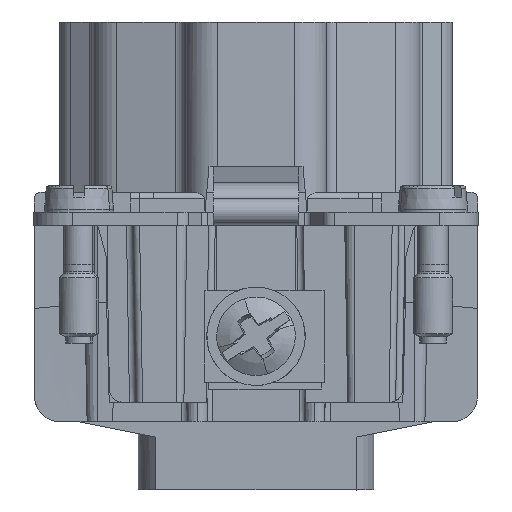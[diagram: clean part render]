
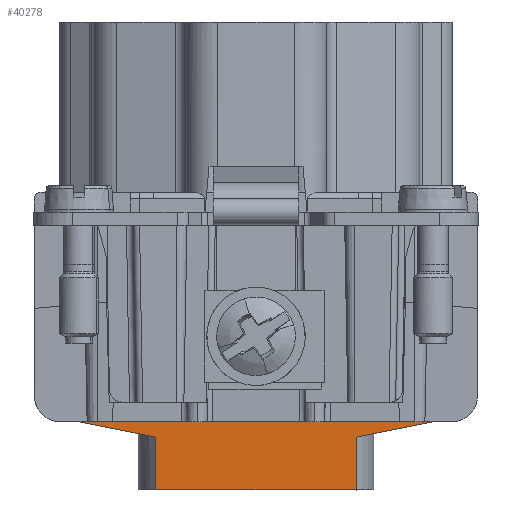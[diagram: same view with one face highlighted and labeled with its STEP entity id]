
A CAD part, front view. The second image highlights one B-rep face of the part: STEP entity #40278.
In plain terms, the highlighted planar face has unit normal (0, -1, 0).
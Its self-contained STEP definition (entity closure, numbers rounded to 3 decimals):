
#29600=AXIS2_PLACEMENT_3D('Circle Axis2P3D',#29598,#29599,$) ;
#29660=AXIS2_PLACEMENT_3D('Circle Axis2P3D',#29658,#29659,$) ;
#40152=AXIS2_PLACEMENT_3D('Circle Axis2P3D',#40150,#40151,$) ;
#40165=AXIS2_PLACEMENT_3D('Plane Axis2P3D',#40162,#40163,#40164) ;
#40176=AXIS2_PLACEMENT_3D('Circle Axis2P3D',#40174,#40175,$) ;
#40218=AXIS2_PLACEMENT_3D('Circle Axis2P3D',#40216,#40217,$) ;
#40246=AXIS2_PLACEMENT_3D('Circle Axis2P3D',#40244,#40245,$) ;
#29588=CARTESIAN_POINT('Vertex',(3.778,15.45,6.2)) ;
#29595=CARTESIAN_POINT('Vertex',(3.53,15.45,6.215)) ;
#29598=CARTESIAN_POINT('Axis2P3D Location',(3.778,15.45,8.2)) ;
#29613=CARTESIAN_POINT('Line Origine',(17.,15.45,6.2)) ;
#29617=CARTESIAN_POINT('Vertex',(30.222,15.45,6.2)) ;
#29658=CARTESIAN_POINT('Axis2P3D Location',(30.222,15.45,8.2)) ;
#29662=CARTESIAN_POINT('Vertex',(30.47,15.45,6.215)) ;
#37086=CARTESIAN_POINT('Vertex',(3.53,15.45,6.202)) ;
#37089=CARTESIAN_POINT('Line Origine',(3.53,15.45,6.209)) ;
#40107=CARTESIAN_POINT('Vertex',(0.5,15.45,15.3)) ;
#40110=CARTESIAN_POINT('Line Origine',(1.062,15.45,15.3)) ;
#40114=CARTESIAN_POINT('Vertex',(1.624,15.45,15.3)) ;
#40131=CARTESIAN_POINT('Line Origine',(1.624,15.45,11.75)) ;
#40135=CARTESIAN_POINT('Vertex',(1.624,15.45,8.2)) ;
#40150=CARTESIAN_POINT('Axis2P3D Location',(3.624,15.45,8.2)) ;
#40162=CARTESIAN_POINT('Axis2P3D Location',(17.,15.45,20.2)) ;
#40167=CARTESIAN_POINT('Line Origine',(0.55,15.45,11.729)) ;
#40171=CARTESIAN_POINT('Vertex',(0.601,15.45,8.158)) ;
#40174=CARTESIAN_POINT('Axis2P3D Location',(3.6,15.45,8.2)) ;
#40178=CARTESIAN_POINT('Vertex',(3.53,15.45,5.201)) ;
#40181=CARTESIAN_POINT('Line Origine',(6.446,15.45,4.616)) ;
#40185=CARTESIAN_POINT('Vertex',(9.362,15.45,4.03)) ;
#40188=CARTESIAN_POINT('Line Origine',(9.362,15.45,2.015)) ;
#40192=CARTESIAN_POINT('Vertex',(9.362,15.45,0.)) ;
#40195=CARTESIAN_POINT('Line Origine',(17.,15.45,0.)) ;
#40199=CARTESIAN_POINT('Vertex',(24.638,15.45,0.)) ;
#40202=CARTESIAN_POINT('Line Origine',(24.638,15.45,2.015)) ;
#40206=CARTESIAN_POINT('Vertex',(24.638,15.45,4.03)) ;
#40209=CARTESIAN_POINT('Line Origine',(27.554,15.45,4.616)) ;
#40213=CARTESIAN_POINT('Vertex',(30.47,15.45,5.201)) ;
#40216=CARTESIAN_POINT('Axis2P3D Location',(30.4,15.45,8.2)) ;
#40220=CARTESIAN_POINT('Vertex',(33.399,15.45,8.158)) ;
#40223=CARTESIAN_POINT('Line Origine',(33.45,15.45,11.729)) ;
#40227=CARTESIAN_POINT('Vertex',(33.5,15.45,15.3)) ;
#40230=CARTESIAN_POINT('Line Origine',(32.938,15.45,15.3)) ;
#40234=CARTESIAN_POINT('Vertex',(32.376,15.45,15.3)) ;
#40237=CARTESIAN_POINT('Line Origine',(32.376,15.45,11.75)) ;
#40241=CARTESIAN_POINT('Vertex',(32.376,15.45,8.2)) ;
#40244=CARTESIAN_POINT('Axis2P3D Location',(30.376,15.45,8.2)) ;
#40248=CARTESIAN_POINT('Vertex',(30.47,15.45,6.202)) ;
#40251=CARTESIAN_POINT('Line Origine',(30.47,15.45,6.209)) ;
#29599=DIRECTION('Axis2P3D Direction',(0.,1.,0.)) ;
#29614=DIRECTION('Vector Direction',(1.,0.,0.)) ;
#29659=DIRECTION('Axis2P3D Direction',(0.,1.,0.)) ;
#37090=DIRECTION('Vector Direction',(0.,0.,1.)) ;
#40111=DIRECTION('Vector Direction',(1.,0.,0.)) ;
#40132=DIRECTION('Vector Direction',(0.,0.,-1.)) ;
#40151=DIRECTION('Axis2P3D Direction',(0.,1.,0.)) ;
#40163=DIRECTION('Axis2P3D Direction',(0.,1.,-0.)) ;
#40164=DIRECTION('Axis2P3D XDirection',(-1.,0.,0.)) ;
#40168=DIRECTION('Vector Direction',(-0.014,0.,1.)) ;
#40175=DIRECTION('Axis2P3D Direction',(0.,1.,-0.)) ;
#40182=DIRECTION('Vector Direction',(-0.98,0.,0.197)) ;
#40189=DIRECTION('Vector Direction',(0.,0.,1.)) ;
#40196=DIRECTION('Vector Direction',(1.,0.,0.)) ;
#40203=DIRECTION('Vector Direction',(0.,0.,-1.)) ;
#40210=DIRECTION('Vector Direction',(0.98,0.,0.197)) ;
#40217=DIRECTION('Axis2P3D Direction',(0.,1.,-0.)) ;
#40224=DIRECTION('Vector Direction',(0.014,0.,1.)) ;
#40231=DIRECTION('Vector Direction',(-1.,0.,0.)) ;
#40238=DIRECTION('Vector Direction',(0.,0.,-1.)) ;
#40245=DIRECTION('Axis2P3D Direction',(0.,1.,-0.)) ;
#40252=DIRECTION('Vector Direction',(0.,0.,1.)) ;
#29615=VECTOR('Line Direction',#29614,1.) ;
#37091=VECTOR('Line Direction',#37090,1.) ;
#40112=VECTOR('Line Direction',#40111,1.) ;
#40133=VECTOR('Line Direction',#40132,1.) ;
#40169=VECTOR('Line Direction',#40168,1.) ;
#40183=VECTOR('Line Direction',#40182,1.) ;
#40190=VECTOR('Line Direction',#40189,1.) ;
#40197=VECTOR('Line Direction',#40196,1.) ;
#40204=VECTOR('Line Direction',#40203,1.) ;
#40211=VECTOR('Line Direction',#40210,1.) ;
#40225=VECTOR('Line Direction',#40224,1.) ;
#40232=VECTOR('Line Direction',#40231,1.) ;
#40239=VECTOR('Line Direction',#40238,1.) ;
#40253=VECTOR('Line Direction',#40252,1.) ;
#40257=ORIENTED_EDGE('',*,*,#29619,.F.) ;
#40258=ORIENTED_EDGE('',*,*,#29602,.T.) ;
#40259=ORIENTED_EDGE('',*,*,#37093,.F.) ;
#40260=ORIENTED_EDGE('',*,*,#40154,.F.) ;
#40261=ORIENTED_EDGE('',*,*,#40137,.F.) ;
#40262=ORIENTED_EDGE('',*,*,#40116,.F.) ;
#40263=ORIENTED_EDGE('',*,*,#40173,.F.) ;
#40264=ORIENTED_EDGE('',*,*,#40180,.F.) ;
#40265=ORIENTED_EDGE('',*,*,#40187,.F.) ;
#40266=ORIENTED_EDGE('',*,*,#40194,.F.) ;
#40267=ORIENTED_EDGE('',*,*,#40201,.F.) ;
#40268=ORIENTED_EDGE('',*,*,#40208,.F.) ;
#40269=ORIENTED_EDGE('',*,*,#40215,.T.) ;
#40270=ORIENTED_EDGE('',*,*,#40222,.T.) ;
#40271=ORIENTED_EDGE('',*,*,#40229,.T.) ;
#40272=ORIENTED_EDGE('',*,*,#40236,.T.) ;
#40273=ORIENTED_EDGE('',*,*,#40243,.T.) ;
#40274=ORIENTED_EDGE('',*,*,#40250,.T.) ;
#40275=ORIENTED_EDGE('',*,*,#40255,.T.) ;
#40276=ORIENTED_EDGE('',*,*,#29664,.T.) ;
#40278=ADVANCED_FACE('Hauptk\X2\00F6\X0\rper',(#40277),#40166,.F.) ;
#29601=CIRCLE('generated circle',#29600,2.) ;
#29661=CIRCLE('generated circle',#29660,2.) ;
#40153=CIRCLE('generated circle',#40152,2.) ;
#40177=CIRCLE('generated circle',#40176,3.) ;
#40219=CIRCLE('generated circle',#40218,3.) ;
#40247=CIRCLE('generated circle',#40246,2.) ;
#29602=EDGE_CURVE('',#29589,#29596,#29601,.T.) ;
#29619=EDGE_CURVE('',#29589,#29618,#29616,.T.) ;
#29664=EDGE_CURVE('',#29663,#29618,#29661,.T.) ;
#37093=EDGE_CURVE('',#37087,#29596,#37092,.T.) ;
#40116=EDGE_CURVE('',#40108,#40115,#40113,.T.) ;
#40137=EDGE_CURVE('',#40115,#40136,#40134,.T.) ;
#40154=EDGE_CURVE('',#40136,#37087,#40153,.F.) ;
#40173=EDGE_CURVE('',#40172,#40108,#40170,.T.) ;
#40180=EDGE_CURVE('',#40179,#40172,#40177,.T.) ;
#40187=EDGE_CURVE('',#40186,#40179,#40184,.T.) ;
#40194=EDGE_CURVE('',#40193,#40186,#40191,.T.) ;
#40201=EDGE_CURVE('',#40200,#40193,#40198,.F.) ;
#40208=EDGE_CURVE('',#40207,#40200,#40205,.T.) ;
#40215=EDGE_CURVE('',#40207,#40214,#40212,.T.) ;
#40222=EDGE_CURVE('',#40214,#40221,#40219,.F.) ;
#40229=EDGE_CURVE('',#40221,#40228,#40226,.T.) ;
#40236=EDGE_CURVE('',#40228,#40235,#40233,.T.) ;
#40243=EDGE_CURVE('',#40235,#40242,#40240,.T.) ;
#40250=EDGE_CURVE('',#40242,#40249,#40247,.T.) ;
#40255=EDGE_CURVE('',#40249,#29663,#40254,.T.) ;
#40256=EDGE_LOOP('',(#40257,#40258,#40259,#40260,#40261,#40262,#40263,#40264,#40265,#40266,#40267,#40268,#40269,#40270,#40271,#40272,#40273,#40274,#40275,#40276)) ;
#40277=FACE_OUTER_BOUND('',#40256,.T.) ;
#29616=LINE('Line',#29613,#29615) ;
#37092=LINE('Line',#37089,#37091) ;
#40113=LINE('Line',#40110,#40112) ;
#40134=LINE('Line',#40131,#40133) ;
#40170=LINE('Line',#40167,#40169) ;
#40184=LINE('Line',#40181,#40183) ;
#40191=LINE('Line',#40188,#40190) ;
#40198=LINE('Line',#40195,#40197) ;
#40205=LINE('Line',#40202,#40204) ;
#40212=LINE('Line',#40209,#40211) ;
#40226=LINE('Line',#40223,#40225) ;
#40233=LINE('Line',#40230,#40232) ;
#40240=LINE('Line',#40237,#40239) ;
#40254=LINE('Line',#40251,#40253) ;
#40166=PLANE('',#40165) ;
#29589=VERTEX_POINT('',#29588) ;
#29596=VERTEX_POINT('',#29595) ;
#29618=VERTEX_POINT('',#29617) ;
#29663=VERTEX_POINT('',#29662) ;
#37087=VERTEX_POINT('',#37086) ;
#40108=VERTEX_POINT('',#40107) ;
#40115=VERTEX_POINT('',#40114) ;
#40136=VERTEX_POINT('',#40135) ;
#40172=VERTEX_POINT('',#40171) ;
#40179=VERTEX_POINT('',#40178) ;
#40186=VERTEX_POINT('',#40185) ;
#40193=VERTEX_POINT('',#40192) ;
#40200=VERTEX_POINT('',#40199) ;
#40207=VERTEX_POINT('',#40206) ;
#40214=VERTEX_POINT('',#40213) ;
#40221=VERTEX_POINT('',#40220) ;
#40228=VERTEX_POINT('',#40227) ;
#40235=VERTEX_POINT('',#40234) ;
#40242=VERTEX_POINT('',#40241) ;
#40249=VERTEX_POINT('',#40248) ;
